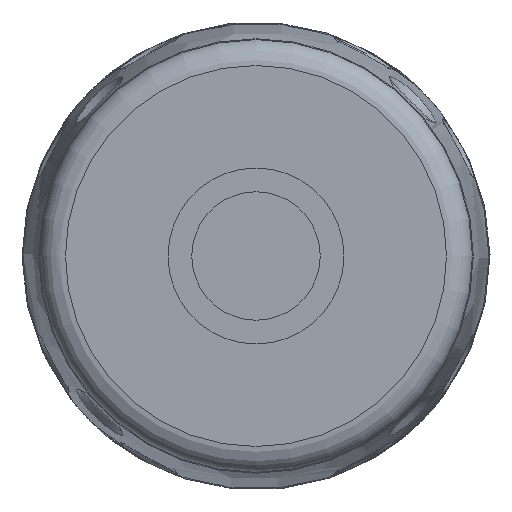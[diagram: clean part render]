
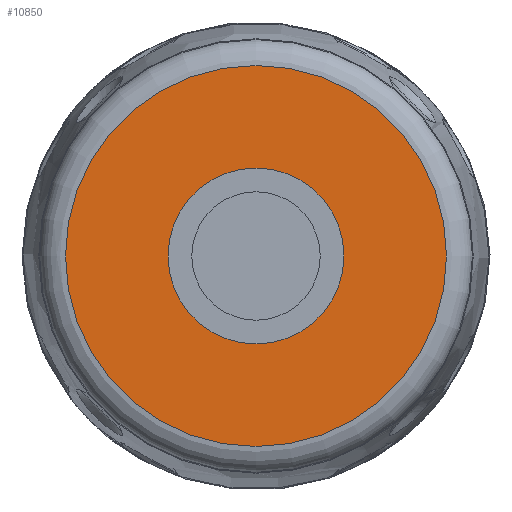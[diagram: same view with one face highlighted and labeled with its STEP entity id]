
A CAD part, left-side view. The second image highlights one B-rep face of the part: STEP entity #10850.
In plain terms, the highlighted planar face has unit normal (-1, 0, 0).
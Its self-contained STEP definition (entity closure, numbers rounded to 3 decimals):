
#1432=PLANE('',#11463);
#1997=ORIENTED_EDGE('',*,*,#3524,.F.);
#1998=ORIENTED_EDGE('',*,*,#3881,.T.);
#3524=EDGE_CURVE('',#4473,#4473,#5197,.F.);
#3881=EDGE_CURVE('',#4826,#4826,#5256,.F.);
#4473=VERTEX_POINT('',#13324);
#4826=VERTEX_POINT('',#17175);
#5197=CIRCLE('',#11391,6.4);
#5256=CIRCLE('',#11464,14.246);
#5543=EDGE_LOOP('',(#1997));
#5544=EDGE_LOOP('',(#1998));
#6400=FACE_BOUND('',#5543,.T.);
#6401=FACE_BOUND('',#5544,.T.);
#10850=ADVANCED_FACE('',(#6400,#6401),#1432,.F.);
#11391=AXIS2_PLACEMENT_3D('',#13323,#11967,#11968);
#11463=AXIS2_PLACEMENT_3D('',#17173,#12130,#12131);
#11464=AXIS2_PLACEMENT_3D('',#17174,#12132,#12133);
#11967=DIRECTION('',(1.,0.,0.));
#11968=DIRECTION('',(0.,1.,0.));
#12130=DIRECTION('',(1.,0.,0.));
#12131=DIRECTION('',(0.,1.,0.));
#12132=DIRECTION('',(1.,0.,0.));
#12133=DIRECTION('',(0.,1.,0.));
#13323=CARTESIAN_POINT('',(15.,0.,0.));
#13324=CARTESIAN_POINT('',(15.,6.4,0.));
#17173=CARTESIAN_POINT('',(15.,0.,0.));
#17174=CARTESIAN_POINT('',(15.,0.,0.));
#17175=CARTESIAN_POINT('',(15.,14.246,0.));
